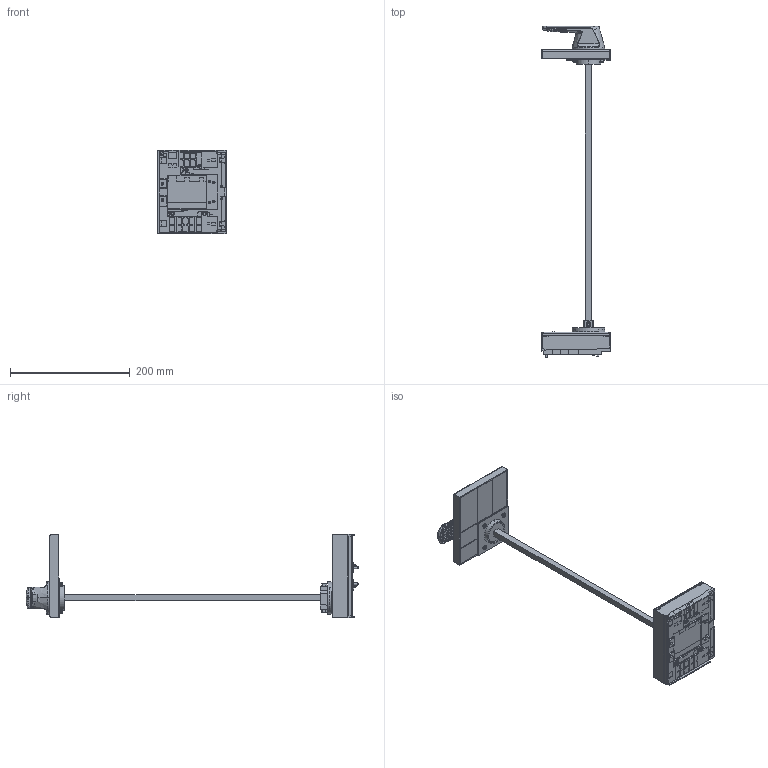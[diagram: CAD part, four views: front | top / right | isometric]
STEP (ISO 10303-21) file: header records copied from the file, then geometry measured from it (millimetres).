
FILE_DESCRIPTION((''),'2;1');
FILE_NAME('1SDH002065A1527_IGES','2020-07-03T12:25:41',('ITMADEL7'),(''),'CREO PARAMETRIC BY PTC INC, 2019030','CREO PARAMETRIC BY PTC INC, 2019030','');
FILE_SCHEMA(('AUTOMOTIVE_DESIGN { 1 0 10303 214 1 1 1 1 }'));
Products named in the file (1): 1SDH002065A1527_IGES
Bounding box: 114.25 x 555.64 x 139.53 mm (x, y, z)
Volume: 834110.9 mm3; surface area: 137729.3 mm2
Topology: 2 solids, 12 shells, 1734 faces, 4669 edges, 3063 vertices
Faces by surface type: plane 1191, cylinder 339, cone 53, bspline 53, torus 42, extrusion 35, sphere 19, revolution 2
Entity records: 66063 total; most frequent: CARTESIAN_POINT 22689, ORIENTED_EDGE 9270, DIRECTION 8188, EDGE_CURVE 4653, VECTOR 3098, LINE 3063, VERTEX_POINT 3063, AXIS2_PLACEMENT_3D 2544
